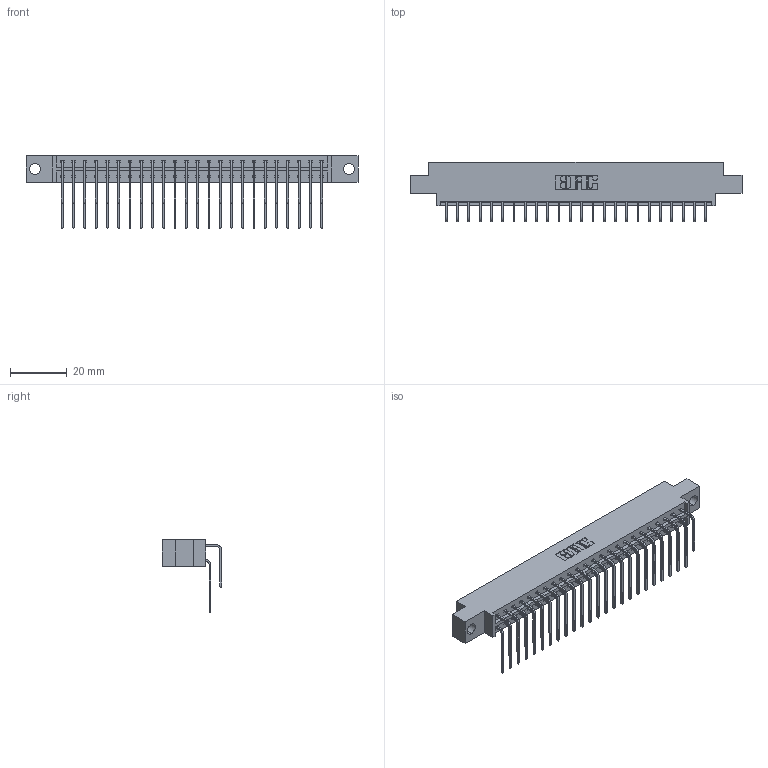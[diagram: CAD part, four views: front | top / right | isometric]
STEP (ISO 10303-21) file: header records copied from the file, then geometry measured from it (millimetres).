
FILE_DESCRIPTION (( 'STEP AP203' ), '1' );
FILE_NAME ('833-048-559-804.STEP', '2020-06-04T16:43:46', ( '' ), ( '' ), 'SwSTEP 2.0', 'SolidWorks 2020', '' );
FILE_SCHEMA (( 'CONFIG_CONTROL_DESIGN' ));
Length unit declared in the file: inch
Products named in the file (4): 345-292-001_559 Tail - 2; 833 Part_Offset - .156 Dia - TH; 833-048-559-804; 345-292-001_558 559 Tail - 1
Assembly tree (49 placements, depth 2):
  833-048-559-804
    833 Part_Offset - .156 Dia - TH
    345-292-001_558 559 Tail - 1  x24
    345-292-001_559 Tail - 2  x24
Bounding box: 116.64 x 20.9 x 25.53 mm (x, y, z)
Volume: 11700.9 mm3; surface area: 15039.4 mm2
Topology: 49 solids, 49 shells, 2710 faces, 8051 edges, 5302 vertices
Faces by surface type: plane 1898, cylinder 812
Entity records: 19687 total; most frequent: CARTESIAN_POINT 3337, ORIENTED_EDGE 3222, DIRECTION 2863, EDGE_CURVE 1611, VECTOR 1443, LINE 1443, VERTEX_POINT 1070, AXIS2_PLACEMENT_3D 710
